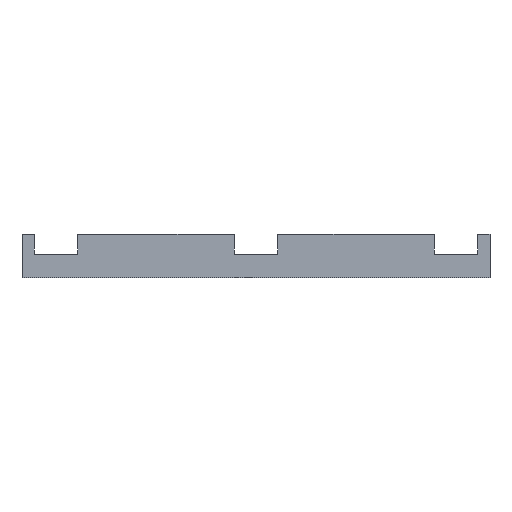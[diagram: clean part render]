
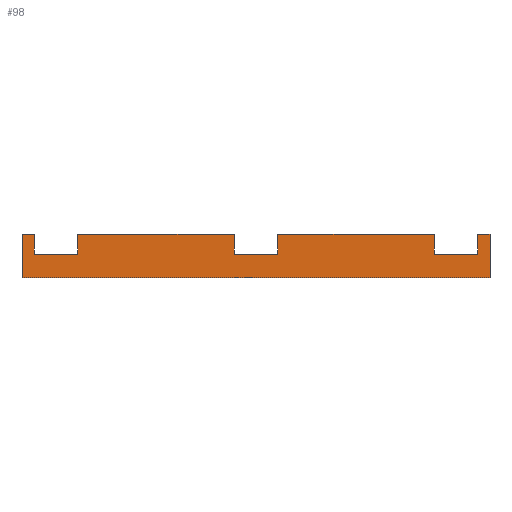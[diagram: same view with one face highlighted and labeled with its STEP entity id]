
A CAD part, top view. The second image highlights one B-rep face of the part: STEP entity #98.
In plain terms, the highlighted planar face has unit normal (0, 0, 1).
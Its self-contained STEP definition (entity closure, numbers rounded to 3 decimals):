
#10 = VECTOR ( 'NONE', #346, 1000. ) ;
#17 = CARTESIAN_POINT ( 'NONE',  ( 0., 0., 3. ) ) ;
#20 = VECTOR ( 'NONE', #146, 1000. ) ;
#21 = VERTEX_POINT ( 'NONE', #327 ) ;
#30 = CARTESIAN_POINT ( 'NONE',  ( -3895., 0., 3. ) ) ;
#42 = LINE ( 'NONE', #188, #561 ) ;
#49 = EDGE_CURVE ( 'NONE', #313, #217, #459, .T. ) ;
#50 = FACE_OUTER_BOUND ( 'NONE', #254, .T. ) ;
#51 = CARTESIAN_POINT ( 'NONE',  ( 0., 360., 3. ) ) ;
#54 = DIRECTION ( 'NONE',  ( -1., 0., 0. ) ) ;
#56 = CARTESIAN_POINT ( 'NONE',  ( -2130., 195., 3. ) ) ;
#62 = CARTESIAN_POINT ( 'NONE',  ( 0., 0., 3. ) ) ;
#64 = CARTESIAN_POINT ( 'NONE',  ( -1765., 360., 3. ) ) ;
#71 = EDGE_CURVE ( 'NONE', #319, #508, #163, .T. ) ;
#72 = VECTOR ( 'NONE', #54, 1000. ) ;
#78 = EDGE_CURVE ( 'NONE', #121, #567, #579, .T. ) ;
#93 = LINE ( 'NONE', #380, #544 ) ;
#95 = VECTOR ( 'NONE', #541, 1000. ) ;
#98 = ADVANCED_FACE ( 'NONE', ( #50 ), #583, .F. ) ;
#104 = ORIENTED_EDGE ( 'NONE', *, *, #223, .T. ) ;
#105 = EDGE_CURVE ( 'NONE', #533, #315, #199, .T. ) ;
#107 = DIRECTION ( 'NONE',  ( 0., -1., 0. ) ) ;
#109 = DIRECTION ( 'NONE',  ( 0., 1., 0. ) ) ;
#116 = LINE ( 'NONE', #17, #365 ) ;
#121 = VERTEX_POINT ( 'NONE', #357 ) ;
#125 = ORIENTED_EDGE ( 'NONE', *, *, #540, .T. ) ;
#127 = DIRECTION ( 'NONE',  ( 0., 0., -1. ) ) ;
#139 = ORIENTED_EDGE ( 'NONE', *, *, #183, .T. ) ;
#145 = ORIENTED_EDGE ( 'NONE', *, *, #348, .T. ) ;
#146 = DIRECTION ( 'NONE',  ( -1., 0., 0. ) ) ;
#154 = DIRECTION ( 'NONE',  ( 1., 0., 0. ) ) ;
#155 = LINE ( 'NONE', #56, #387 ) ;
#159 = ORIENTED_EDGE ( 'NONE', *, *, #376, .T. ) ;
#163 = LINE ( 'NONE', #453, #278 ) ;
#168 = CARTESIAN_POINT ( 'NONE',  ( -3895., 0., 3. ) ) ;
#170 = VECTOR ( 'NONE', #456, 1000. ) ;
#172 = VERTEX_POINT ( 'NONE', #549 ) ;
#176 = DIRECTION ( 'NONE',  ( -1., 0., 0. ) ) ;
#178 = ORIENTED_EDGE ( 'NONE', *, *, #573, .T. ) ;
#183 = EDGE_CURVE ( 'NONE', #315, #368, #42, .T. ) ;
#188 = CARTESIAN_POINT ( 'NONE',  ( -465., 195., 3. ) ) ;
#198 = LINE ( 'NONE', #328, #72 ) ;
#199 = LINE ( 'NONE', #491, #95 ) ;
#204 = CARTESIAN_POINT ( 'NONE',  ( -100., 360., 3. ) ) ;
#213 = LINE ( 'NONE', #518, #10 ) ;
#215 = ORIENTED_EDGE ( 'NONE', *, *, #460, .T. ) ;
#217 = VERTEX_POINT ( 'NONE', #454 ) ;
#223 = EDGE_CURVE ( 'NONE', #401, #533, #475, .T. ) ;
#236 = DIRECTION ( 'NONE',  ( -1., 0., 0. ) ) ;
#242 = CARTESIAN_POINT ( 'NONE',  ( -100., 195., 3. ) ) ;
#246 = EDGE_CURVE ( 'NONE', #439, #401, #353, .T. ) ;
#254 = EDGE_LOOP ( 'NONE', ( #490, #104, #582, #139, #178, #290, #159, #395, #145, #597, #125, #552, #469, #361, #273, #215 ) ) ;
#273 = ORIENTED_EDGE ( 'NONE', *, *, #78, .T. ) ;
#274 = EDGE_CURVE ( 'NONE', #217, #121, #465, .T. ) ;
#278 = VECTOR ( 'NONE', #176, 1000. ) ;
#288 = CARTESIAN_POINT ( 'NONE',  ( -465., 195., 3. ) ) ;
#290 = ORIENTED_EDGE ( 'NONE', *, *, #71, .T. ) ;
#292 = CARTESIAN_POINT ( 'NONE',  ( -3430., 195., 3. ) ) ;
#299 = DIRECTION ( 'NONE',  ( 0., 1., 0. ) ) ;
#303 = EDGE_CURVE ( 'NONE', #485, #313, #198, .T. ) ;
#313 = VERTEX_POINT ( 'NONE', #512 ) ;
#315 = VERTEX_POINT ( 'NONE', #242 ) ;
#319 = VERTEX_POINT ( 'NONE', #423 ) ;
#327 = CARTESIAN_POINT ( 'NONE',  ( -3430., 360., 3. ) ) ;
#328 = CARTESIAN_POINT ( 'NONE',  ( -3795., 195., 3. ) ) ;
#329 = VECTOR ( 'NONE', #381, 1000. ) ;
#346 = DIRECTION ( 'NONE',  ( 0., 1., 0. ) ) ;
#348 = EDGE_CURVE ( 'NONE', #172, #547, #93, .T. ) ;
#353 = LINE ( 'NONE', #51, #492 ) ;
#357 = CARTESIAN_POINT ( 'NONE',  ( -3895., 360., 3. ) ) ;
#358 = VECTOR ( 'NONE', #107, 1000. ) ;
#359 = VERTEX_POINT ( 'NONE', #471 ) ;
#361 = ORIENTED_EDGE ( 'NONE', *, *, #274, .T. ) ;
#362 = CARTESIAN_POINT ( 'NONE',  ( 0., 0., 3. ) ) ;
#364 = AXIS2_PLACEMENT_3D ( 'NONE', #362, #127, #495 ) ;
#365 = VECTOR ( 'NONE', #154, 1000. ) ;
#368 = VERTEX_POINT ( 'NONE', #288 ) ;
#371 = CARTESIAN_POINT ( 'NONE',  ( -3895., 360., 3. ) ) ;
#375 = DIRECTION ( 'NONE',  ( -1., 0., 0. ) ) ;
#376 = EDGE_CURVE ( 'NONE', #508, #359, #488, .T. ) ;
#378 = CARTESIAN_POINT ( 'NONE',  ( -1765., 195., 3. ) ) ;
#380 = CARTESIAN_POINT ( 'NONE',  ( -2130., 360., 3. ) ) ;
#381 = DIRECTION ( 'NONE',  ( -1., 0., 0. ) ) ;
#386 = CARTESIAN_POINT ( 'NONE',  ( -3430., 360., 3. ) ) ;
#387 = VECTOR ( 'NONE', #236, 1000. ) ;
#395 = ORIENTED_EDGE ( 'NONE', *, *, #396, .T. ) ;
#396 = EDGE_CURVE ( 'NONE', #359, #172, #155, .T. ) ;
#401 = VERTEX_POINT ( 'NONE', #476 ) ;
#416 = DIRECTION ( 'NONE',  ( 0., 1., 0. ) ) ;
#419 = VECTOR ( 'NONE', #299, 1000. ) ;
#423 = CARTESIAN_POINT ( 'NONE',  ( -465., 360., 3. ) ) ;
#426 = CARTESIAN_POINT ( 'NONE',  ( -2130., 360., 3. ) ) ;
#435 = VECTOR ( 'NONE', #522, 1000. ) ;
#439 = VERTEX_POINT ( 'NONE', #62 ) ;
#441 = VECTOR ( 'NONE', #591, 1000. ) ;
#447 = LINE ( 'NONE', #386, #329 ) ;
#453 = CARTESIAN_POINT ( 'NONE',  ( -1765., 360., 3. ) ) ;
#454 = CARTESIAN_POINT ( 'NONE',  ( -3795., 360., 3. ) ) ;
#456 = DIRECTION ( 'NONE',  ( -1., 0., 0. ) ) ;
#459 = LINE ( 'NONE', #592, #419 ) ;
#460 = EDGE_CURVE ( 'NONE', #567, #439, #116, .T. ) ;
#463 = CARTESIAN_POINT ( 'NONE',  ( -100., 360., 3. ) ) ;
#465 = LINE ( 'NONE', #371, #20 ) ;
#469 = ORIENTED_EDGE ( 'NONE', *, *, #49, .T. ) ;
#471 = CARTESIAN_POINT ( 'NONE',  ( -1765., 195., 3. ) ) ;
#475 = LINE ( 'NONE', #463, #170 ) ;
#476 = CARTESIAN_POINT ( 'NONE',  ( 0., 360., 3. ) ) ;
#485 = VERTEX_POINT ( 'NONE', #563 ) ;
#488 = LINE ( 'NONE', #378, #358 ) ;
#490 = ORIENTED_EDGE ( 'NONE', *, *, #246, .T. ) ;
#491 = CARTESIAN_POINT ( 'NONE',  ( -100., 195., 3. ) ) ;
#492 = VECTOR ( 'NONE', #416, 1000. ) ;
#495 = DIRECTION ( 'NONE',  ( -1., 0., 0. ) ) ;
#508 = VERTEX_POINT ( 'NONE', #64 ) ;
#512 = CARTESIAN_POINT ( 'NONE',  ( -3795., 195., 3. ) ) ;
#518 = CARTESIAN_POINT ( 'NONE',  ( -465., 360., 3. ) ) ;
#522 = DIRECTION ( 'NONE',  ( 0., -1., 0. ) ) ;
#530 = EDGE_CURVE ( 'NONE', #547, #21, #447, .T. ) ;
#533 = VERTEX_POINT ( 'NONE', #204 ) ;
#540 = EDGE_CURVE ( 'NONE', #21, #485, #571, .T. ) ;
#541 = DIRECTION ( 'NONE',  ( 0., -1., 0. ) ) ;
#544 = VECTOR ( 'NONE', #109, 1000. ) ;
#547 = VERTEX_POINT ( 'NONE', #426 ) ;
#549 = CARTESIAN_POINT ( 'NONE',  ( -2130., 195., 3. ) ) ;
#552 = ORIENTED_EDGE ( 'NONE', *, *, #303, .T. ) ;
#561 = VECTOR ( 'NONE', #375, 1000. ) ;
#563 = CARTESIAN_POINT ( 'NONE',  ( -3430., 195., 3. ) ) ;
#567 = VERTEX_POINT ( 'NONE', #168 ) ;
#571 = LINE ( 'NONE', #292, #435 ) ;
#573 = EDGE_CURVE ( 'NONE', #368, #319, #213, .T. ) ;
#579 = LINE ( 'NONE', #30, #441 ) ;
#582 = ORIENTED_EDGE ( 'NONE', *, *, #105, .T. ) ;
#583 = PLANE ( 'NONE',  #364 ) ;
#591 = DIRECTION ( 'NONE',  ( 0., -1., 0. ) ) ;
#592 = CARTESIAN_POINT ( 'NONE',  ( -3795., 360., 3. ) ) ;
#597 = ORIENTED_EDGE ( 'NONE', *, *, #530, .T. ) ;
